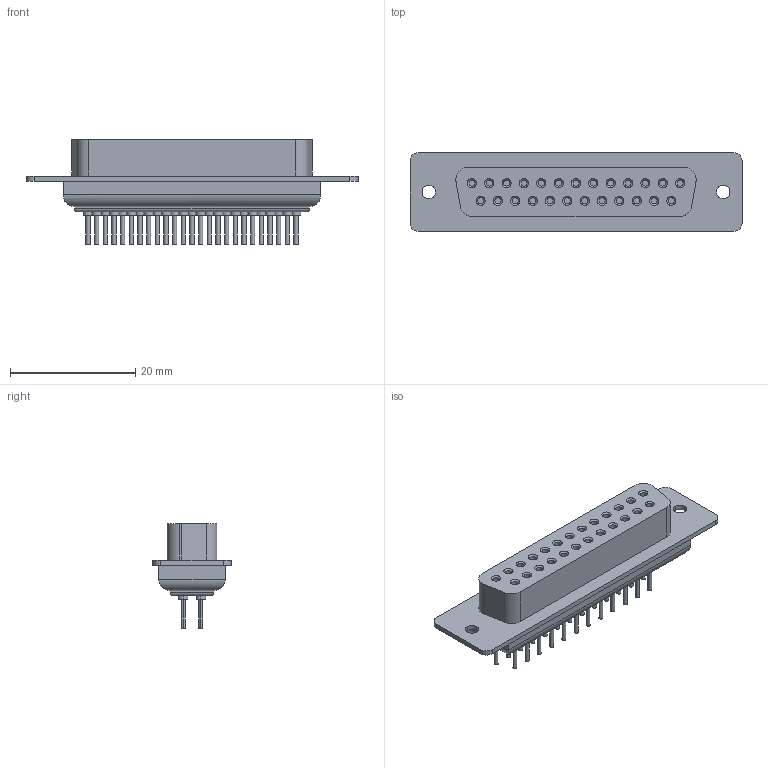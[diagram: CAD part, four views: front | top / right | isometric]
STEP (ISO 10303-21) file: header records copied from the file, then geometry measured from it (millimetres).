
FILE_DESCRIPTION(('STEP AP214'),'1');
FILE_NAME(' ',' ',('TraceParts'),('TraceParts S.A.'),'XStep 1.0',' ',' ');
FILE_SCHEMA(('automotive_design'));
Length unit declared in the file: millimetre
Products named in the file (1): 1
Bounding box: 53.04 x 12.55 x 16.7 mm (x, y, z)
Volume: 4114 mm3; surface area: 3079.4 mm2
Topology: 1 solids, 1 shells, 317 faces, 656 edges, 418 vertices
Faces by surface type: cylinder 172, plane 95, cone 50
Entity records: 16526 total; most frequent: DIRECTION 1674, CARTESIAN_POINT 1484, STYLED_ITEM 1391, PRESENTATION_STYLE_ASSIGNMENT 1391, COLOUR_RGB 1391, ORIENTED_EDGE 1312, AXIS2_PLACEMENT_3D 704, EDGE_CURVE 656
